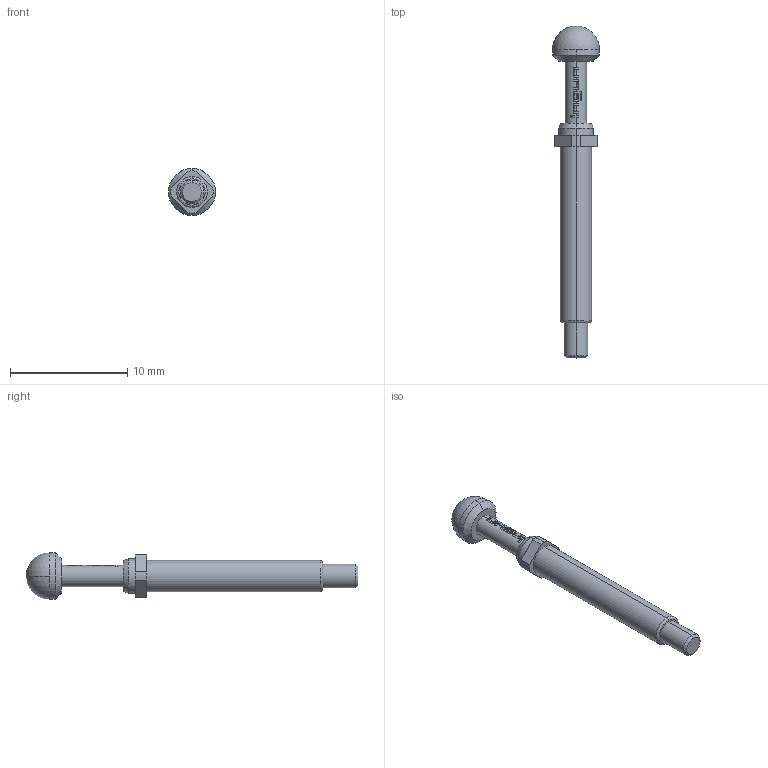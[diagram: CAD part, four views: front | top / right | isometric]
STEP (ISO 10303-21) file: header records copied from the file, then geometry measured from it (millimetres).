
FILE_DESCRIPTION (( 'STEP AP203' ), '1' );
FILE_NAME ('INGUN_GKS-113_305_400_A_xx02_M-FA.STEP', '2023-09-22T07:06:26', ( '' ), ( '' ), 'SwSTEP 2.0', 'SolidWorks 2021', '' );
FILE_SCHEMA (( 'CONFIG_CONTROL_DESIGN' ));
Length unit declared in the file: millimetre
Products named in the file (1): INGUN_GKS-113_305_400_A_xx02_M-FA
Bounding box: 4 x 28.3 x 4 mm (x, y, z)
Volume: 148.5 mm3; surface area: 249.3 mm2
Topology: 1 solids, 1 shells, 107 faces, 292 edges, 191 vertices
Faces by surface type: plane 50, cylinder 25, bspline 22, cone 6, sphere 2, torus 2
Entity records: 3749 total; most frequent: CARTESIAN_POINT 1109, ORIENTED_EDGE 580, DIRECTION 478, EDGE_CURVE 290, VERTEX_POINT 191, AXIS2_PLACEMENT_3D 188, EDGE_LOOP 113, FACE_OUTER_BOUND 107
